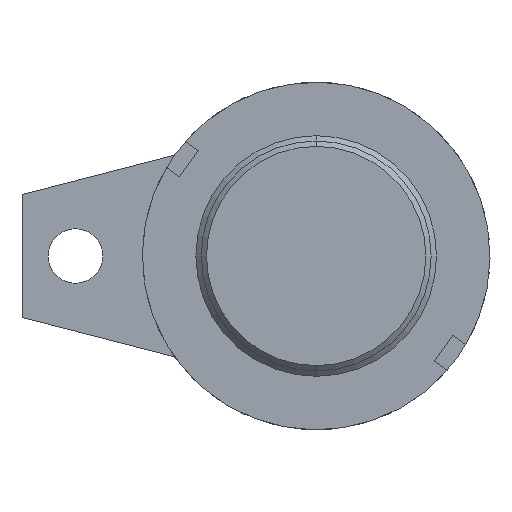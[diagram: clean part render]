
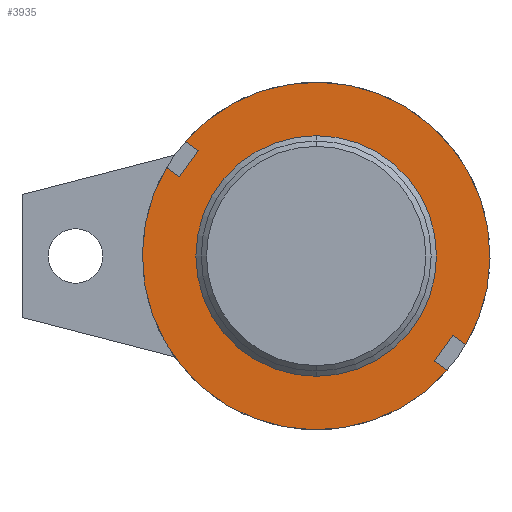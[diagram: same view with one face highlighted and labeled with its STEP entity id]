
A CAD part, front view. The second image highlights one B-rep face of the part: STEP entity #3935.
In plain terms, the highlighted face is planar.
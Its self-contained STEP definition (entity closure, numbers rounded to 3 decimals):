
#165 = CARTESIAN_POINT ( 'NONE',  ( 32.361, -3., 0. ) ) ;
#190 = CARTESIAN_POINT ( 'NONE',  ( -32.361, 3., 0. ) ) ;
#225 = CARTESIAN_POINT ( 'NONE',  ( 21.75, 0., 0. ) ) ;
#247 = CARTESIAN_POINT ( 'NONE',  ( 29.361, -3., 0. ) ) ;
#251 = CARTESIAN_POINT ( 'NONE',  ( -29.361, 3., 0. ) ) ;
#259 = CARTESIAN_POINT ( 'NONE',  ( 29.361, 3., 0. ) ) ;
#263 = CARTESIAN_POINT ( 'NONE',  ( -32.361, -3., 0. ) ) ;
#276 = CARTESIAN_POINT ( 'NONE',  ( -29.361, -3., 0. ) ) ;
#297 = CARTESIAN_POINT ( 'NONE',  ( 32.361, 3., 0. ) ) ;
#357 = CARTESIAN_POINT ( 'NONE',  ( -21.75, 0., 0. ) ) ;
#1058 = FACE_BOUND ( 'NONE', #2762, .T. ) ;
#1069 = FACE_OUTER_BOUND ( 'NONE', #2765, .T. ) ;
#1320 = CIRCLE ( 'NONE', #3745, 21.75 ) ;
#1371 = VECTOR ( 'NONE', #4273, 1000. ) ;
#1375 = VECTOR ( 'NONE', #3985, 1000. ) ;
#1378 = LINE ( 'NONE', #3988, #1371 ) ;
#1380 = VECTOR ( 'NONE', #3984, 1000. ) ;
#1382 = LINE ( 'NONE', #3986, #1375 ) ;
#1386 = CIRCLE ( 'NONE', #3759, 32.5 ) ;
#1388 = LINE ( 'NONE', #3979, #1380 ) ;
#1393 = VECTOR ( 'NONE', #3973, 1000. ) ;
#1395 = CIRCLE ( 'NONE', #3763, 32.5 ) ;
#1397 = VECTOR ( 'NONE', #3970, 1000. ) ;
#1399 = LINE ( 'NONE', #3972, #1393 ) ;
#1404 = LINE ( 'NONE', #3971, #1397 ) ;
#1406 = VECTOR ( 'NONE', #3967, 1000. ) ;
#1414 = LINE ( 'NONE', #4022, #1406 ) ;
#1419 = CIRCLE ( 'NONE', #3764, 21.75 ) ;
#1624 = DIRECTION ( 'NONE',  ( 1., 0., 0. ) ) ;
#1625 = DIRECTION ( 'NONE',  ( 0., 0., 1. ) ) ;
#1632 = CARTESIAN_POINT ( 'NONE',  ( 0., 0., 0. ) ) ;
#1634 = PLANE ( 'NONE',  #3689 ) ;
#2243 = VERTEX_POINT ( 'NONE', #357 ) ;
#2292 = VERTEX_POINT ( 'NONE', #297 ) ;
#2308 = VERTEX_POINT ( 'NONE', #276 ) ;
#2320 = VERTEX_POINT ( 'NONE', #263 ) ;
#2322 = VERTEX_POINT ( 'NONE', #259 ) ;
#2328 = VERTEX_POINT ( 'NONE', #251 ) ;
#2331 = VERTEX_POINT ( 'NONE', #247 ) ;
#2340 = VERTEX_POINT ( 'NONE', #225 ) ;
#2357 = VERTEX_POINT ( 'NONE', #190 ) ;
#2370 = VERTEX_POINT ( 'NONE', #165 ) ;
#2762 = EDGE_LOOP ( 'NONE', ( #3409, #3406 ) ) ;
#2765 = EDGE_LOOP ( 'NONE', ( #3417, #3414, #3415, #3412, #3413, #3410, #3411, #3408 ) ) ;
#3113 = EDGE_CURVE ( 'NONE', #2340, #2243, #1419, .T. ) ;
#3115 = EDGE_CURVE ( 'NONE', #2357, #2328, #1414, .T. ) ;
#3117 = EDGE_CURVE ( 'NONE', #2308, #2320, #1404, .T. ) ;
#3119 = EDGE_CURVE ( 'NONE', #2328, #2308, #1399, .T. ) ;
#3120 = EDGE_CURVE ( 'NONE', #2320, #2370, #1395, .T. ) ;
#3124 = EDGE_CURVE ( 'NONE', #2331, #2322, #1388, .T. ) ;
#3125 = EDGE_CURVE ( 'NONE', #2370, #2331, #1382, .T. ) ;
#3126 = EDGE_CURVE ( 'NONE', #2322, #2292, #1378, .T. ) ;
#3130 = EDGE_CURVE ( 'NONE', #2292, #2357, #1386, .T. ) ;
#3147 = EDGE_CURVE ( 'NONE', #2243, #2340, #1320, .T. ) ;
#3406 = ORIENTED_EDGE ( 'NONE', *, *, #3113, .T. ) ;
#3408 = ORIENTED_EDGE ( 'NONE', *, *, #3115, .F. ) ;
#3409 = ORIENTED_EDGE ( 'NONE', *, *, #3147, .T. ) ;
#3410 = ORIENTED_EDGE ( 'NONE', *, *, #3117, .F. ) ;
#3411 = ORIENTED_EDGE ( 'NONE', *, *, #3119, .F. ) ;
#3412 = ORIENTED_EDGE ( 'NONE', *, *, #3125, .F. ) ;
#3413 = ORIENTED_EDGE ( 'NONE', *, *, #3120, .F. ) ;
#3414 = ORIENTED_EDGE ( 'NONE', *, *, #3126, .F. ) ;
#3415 = ORIENTED_EDGE ( 'NONE', *, *, #3124, .F. ) ;
#3417 = ORIENTED_EDGE ( 'NONE', *, *, #3130, .F. ) ;
#3689 = AXIS2_PLACEMENT_3D ( 'NONE', #1632, #1625, #1624 ) ;
#3745 = AXIS2_PLACEMENT_3D ( 'NONE', #4123, #4131, #4129 ) ;
#3759 = AXIS2_PLACEMENT_3D ( 'NONE', #4079, #4081, #4082 ) ;
#3763 = AXIS2_PLACEMENT_3D ( 'NONE', #3975, #3976, #3978 ) ;
#3764 = AXIS2_PLACEMENT_3D ( 'NONE', #3964, #3965, #3966 ) ;
#3935 = ADVANCED_FACE ( 'NONE', ( #1069, #1058 ), #1634, .F. ) ;
#3964 = CARTESIAN_POINT ( 'NONE',  ( 0., 0., 0. ) ) ;
#3965 = DIRECTION ( 'NONE',  ( 0., 0., 1. ) ) ;
#3966 = DIRECTION ( 'NONE',  ( 1., 0., 0. ) ) ;
#3967 = DIRECTION ( 'NONE',  ( 1., 0., 0. ) ) ;
#3970 = DIRECTION ( 'NONE',  ( -1., 0., 0. ) ) ;
#3971 = CARTESIAN_POINT ( 'NONE',  ( -29.361, -3., 0. ) ) ;
#3972 = CARTESIAN_POINT ( 'NONE',  ( -29.361, 3., 0. ) ) ;
#3973 = DIRECTION ( 'NONE',  ( 0., -1., 0. ) ) ;
#3975 = CARTESIAN_POINT ( 'NONE',  ( 0., 0., 0. ) ) ;
#3976 = DIRECTION ( 'NONE',  ( 0., 0., 1. ) ) ;
#3978 = DIRECTION ( 'NONE',  ( 1., 0., 0. ) ) ;
#3979 = CARTESIAN_POINT ( 'NONE',  ( 29.361, 3., 0. ) ) ;
#3984 = DIRECTION ( 'NONE',  ( 0., 1., 0. ) ) ;
#3985 = DIRECTION ( 'NONE',  ( -1., 0., 0. ) ) ;
#3986 = CARTESIAN_POINT ( 'NONE',  ( 29.361, -3., 0. ) ) ;
#3988 = CARTESIAN_POINT ( 'NONE',  ( 32.361, 3., 0. ) ) ;
#4022 = CARTESIAN_POINT ( 'NONE',  ( -32.361, 3., 0. ) ) ;
#4079 = CARTESIAN_POINT ( 'NONE',  ( 0., 0., 0. ) ) ;
#4081 = DIRECTION ( 'NONE',  ( 0., 0., 1. ) ) ;
#4082 = DIRECTION ( 'NONE',  ( 1., 0., 0. ) ) ;
#4123 = CARTESIAN_POINT ( 'NONE',  ( 0., 0., 0. ) ) ;
#4129 = DIRECTION ( 'NONE',  ( 1., 0., 0. ) ) ;
#4131 = DIRECTION ( 'NONE',  ( 0., 0., 1. ) ) ;
#4273 = DIRECTION ( 'NONE',  ( 1., 0., 0. ) ) ;
